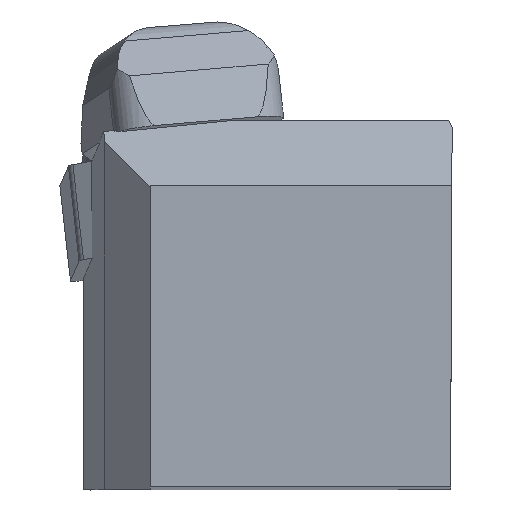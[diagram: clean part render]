
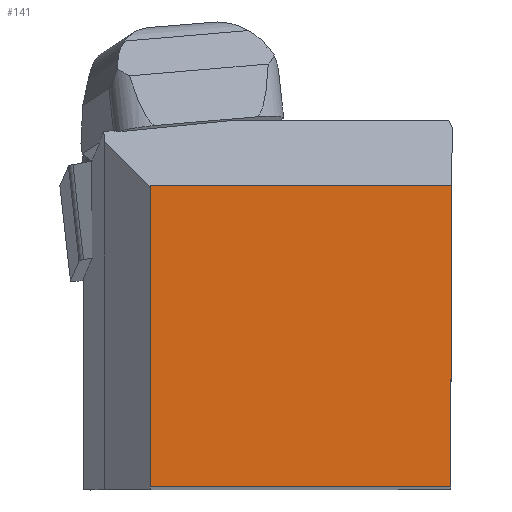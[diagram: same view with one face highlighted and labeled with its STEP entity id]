
A CAD part, top view. The second image highlights one B-rep face of the part: STEP entity #141.
In plain terms, the highlighted planar face has unit normal (0, 0, 1).
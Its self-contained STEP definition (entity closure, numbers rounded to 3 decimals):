
#141=ADVANCED_FACE('BLANK_BOXF006',(#251),#199,.F.);
#199=PLANE('',#1365);
#251=FACE_OUTER_BOUND('',#313,.T.);
#313=EDGE_LOOP('',(#468,#469,#470,#471));
#468=ORIENTED_EDGE('',*,*,#892,.F.);
#469=ORIENTED_EDGE('',*,*,#886,.F.);
#470=ORIENTED_EDGE('',*,*,#881,.F.);
#471=ORIENTED_EDGE('',*,*,#893,.F.);
#755=VERTEX_POINT('',#1956);
#756=VERTEX_POINT('',#1958);
#759=VERTEX_POINT('',#1967);
#764=VERTEX_POINT('',#1980);
#881=EDGE_CURVE('',#755,#756,#1042,.T.);
#886=EDGE_CURVE('',#756,#759,#1047,.T.);
#892=EDGE_CURVE('',#759,#764,#1053,.T.);
#893=EDGE_CURVE('',#764,#755,#1054,.T.);
#1042=LINE('',#1957,#1175);
#1047=LINE('',#1966,#1180);
#1053=LINE('',#1979,#1186);
#1054=LINE('',#1981,#1187);
#1175=VECTOR('',#1538,1.);
#1180=VECTOR('',#1545,1.);
#1186=VECTOR('',#1555,1.);
#1187=VECTOR('',#1556,1.);
#1365=AXIS2_PLACEMENT_3D('',#1982,#1557,#1558);
#1538=DIRECTION('',(-0.004,-1.,0.));
#1545=DIRECTION('',(-1.,0.,0.));
#1555=DIRECTION('',(0.,1.,0.));
#1556=DIRECTION('',(1.,0.,0.));
#1557=DIRECTION('',(0.,0.,-1.));
#1558=DIRECTION('',(-1.,0.,0.));
#1956=CARTESIAN_POINT('',(0.,24.875,0.));
#1957=CARTESIAN_POINT('',(0.617,166.348,0.));
#1958=CARTESIAN_POINT('',(-0.109,0.,0.));
#1966=CARTESIAN_POINT('',(166.35,0.,0.));
#1967=CARTESIAN_POINT('',(-24.875,0.,0.));
#1979=CARTESIAN_POINT('',(-24.875,-166.35,0.));
#1980=CARTESIAN_POINT('',(-24.875,24.875,0.));
#1981=CARTESIAN_POINT('',(-166.35,24.875,0.));
#1982=CARTESIAN_POINT('',(-47.35,-5.,0.));
